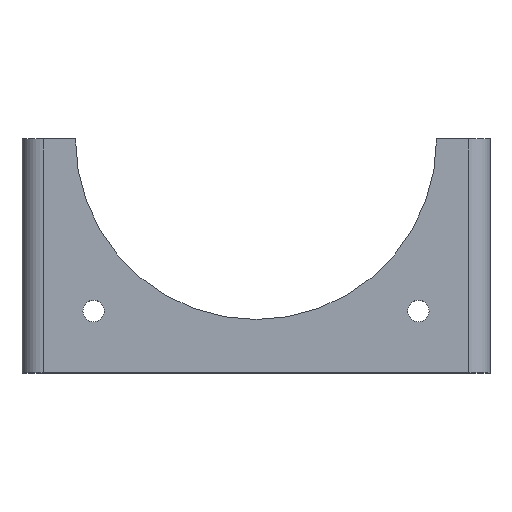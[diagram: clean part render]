
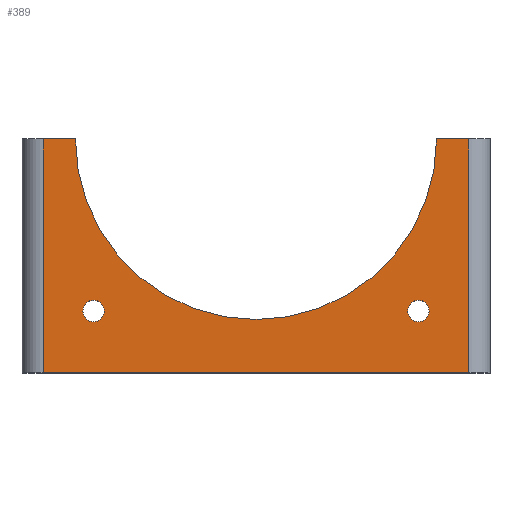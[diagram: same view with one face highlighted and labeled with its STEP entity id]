
A CAD part, top view. The second image highlights one B-rep face of the part: STEP entity #389.
In plain terms, the highlighted planar face has unit normal (0, 0, 1).
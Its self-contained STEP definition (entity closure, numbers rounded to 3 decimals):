
#33 = CARTESIAN_POINT ( 'NONE',  ( -99.5, -25., 25. ) ) ;
#46 = DIRECTION ( 'NONE',  ( 1., 0., 0. ) ) ;
#73 = DIRECTION ( 'NONE',  ( -1., 0., 0. ) ) ;
#75 = EDGE_LOOP ( 'NONE', ( #133, #501 ) ) ;
#91 = FACE_BOUND ( 'NONE', #75, .T. ) ;
#92 = VECTOR ( 'NONE', #46, 1000. ) ;
#93 = VERTEX_POINT ( 'NONE', #590 ) ;
#98 = VECTOR ( 'NONE', #195, 1000. ) ;
#113 = VERTEX_POINT ( 'NONE', #486 ) ;
#125 = VERTEX_POINT ( 'NONE', #143 ) ;
#132 = CARTESIAN_POINT ( 'NONE',  ( 0., 84.5, 25. ) ) ;
#133 = ORIENTED_EDGE ( 'NONE', *, *, #654, .T. ) ;
#143 = CARTESIAN_POINT ( 'NONE',  ( -71.015, 3.99, 25. ) ) ;
#144 = CARTESIAN_POINT ( 'NONE',  ( -76.015, 3.99, 25. ) ) ;
#147 = EDGE_CURVE ( 'NONE', #93, #113, #255, .T. ) ;
#149 = CARTESIAN_POINT ( 'NONE',  ( -99.5, 84.5, 25. ) ) ;
#152 = CARTESIAN_POINT ( 'NONE',  ( 71.015, 3.99, 25. ) ) ;
#162 = VERTEX_POINT ( 'NONE', #691 ) ;
#176 = CIRCLE ( 'NONE', #271, 5. ) ;
#178 = EDGE_CURVE ( 'NONE', #125, #609, #414, .T. ) ;
#181 = AXIS2_PLACEMENT_3D ( 'NONE', #189, #436, #391 ) ;
#184 = VECTOR ( 'NONE', #664, 1000. ) ;
#188 = ORIENTED_EDGE ( 'NONE', *, *, #619, .F. ) ;
#189 = CARTESIAN_POINT ( 'NONE',  ( 76.015, 3.99, 25. ) ) ;
#194 = DIRECTION ( 'NONE',  ( 0., 0., 1. ) ) ;
#195 = DIRECTION ( 'NONE',  ( 0., -1., 0. ) ) ;
#213 = EDGE_LOOP ( 'NONE', ( #218, #655 ) ) ;
#218 = ORIENTED_EDGE ( 'NONE', *, *, #178, .F. ) ;
#221 = AXIS2_PLACEMENT_3D ( 'NONE', #291, #194, #392 ) ;
#223 = ORIENTED_EDGE ( 'NONE', *, *, #372, .F. ) ;
#240 = DIRECTION ( 'NONE',  ( 0., 0., 1. ) ) ;
#248 = AXIS2_PLACEMENT_3D ( 'NONE', #144, #240, #508 ) ;
#255 = LINE ( 'NONE', #569, #184 ) ;
#264 = VERTEX_POINT ( 'NONE', #401 ) ;
#271 = AXIS2_PLACEMENT_3D ( 'NONE', #470, #412, #627 ) ;
#280 = LINE ( 'NONE', #649, #358 ) ;
#291 = CARTESIAN_POINT ( 'NONE',  ( -76.015, 3.99, 25. ) ) ;
#296 = FACE_BOUND ( 'NONE', #213, .T. ) ;
#300 = CARTESIAN_POINT ( 'NONE',  ( 81.015, 3.99, 25. ) ) ;
#318 = EDGE_CURVE ( 'NONE', #452, #162, #334, .T. ) ;
#321 = EDGE_CURVE ( 'NONE', #609, #125, #483, .T. ) ;
#334 = LINE ( 'NONE', #33, #98 ) ;
#337 = DIRECTION ( 'NONE',  ( 1., 0., 0. ) ) ;
#342 = EDGE_LOOP ( 'NONE', ( #554, #645, #188, #223, #667, #584 ) ) ;
#358 = VECTOR ( 'NONE', #546, 1000. ) ;
#362 = CARTESIAN_POINT ( 'NONE',  ( -84.5, 84.5, 25. ) ) ;
#372 = EDGE_CURVE ( 'NONE', #489, #264, #514, .T. ) ;
#388 = CARTESIAN_POINT ( 'NONE',  ( 0., 0., 25. ) ) ;
#389 = ADVANCED_FACE ( 'NONE', ( #91, #566, #296 ), #496, .T. ) ;
#391 = DIRECTION ( 'NONE',  ( 1., 0., 0. ) ) ;
#392 = DIRECTION ( 'NONE',  ( 1., 0., 0. ) ) ;
#397 = DIRECTION ( 'NONE',  ( 0., 0., 1. ) ) ;
#401 = CARTESIAN_POINT ( 'NONE',  ( 84.5, 84.5, 25. ) ) ;
#412 = DIRECTION ( 'NONE',  ( 0., 0., -1. ) ) ;
#414 = CIRCLE ( 'NONE', #221, 5. ) ;
#436 = DIRECTION ( 'NONE',  ( 0., 0., -1. ) ) ;
#452 = VERTEX_POINT ( 'NONE', #149 ) ;
#470 = CARTESIAN_POINT ( 'NONE',  ( 76.015, 3.99, 25. ) ) ;
#483 = CIRCLE ( 'NONE', #248, 5. ) ;
#486 = CARTESIAN_POINT ( 'NONE',  ( 99.5, 84.5, 25. ) ) ;
#489 = VERTEX_POINT ( 'NONE', #362 ) ;
#496 = PLANE ( 'NONE',  #600 ) ;
#501 = ORIENTED_EDGE ( 'NONE', *, *, #622, .T. ) ;
#508 = DIRECTION ( 'NONE',  ( 1., 0., 0. ) ) ;
#513 = DIRECTION ( 'NONE',  ( 0., 0., 1. ) ) ;
#514 = CIRCLE ( 'NONE', #674, 84.5 ) ;
#516 = VECTOR ( 'NONE', #73, 1000. ) ;
#523 = CARTESIAN_POINT ( 'NONE',  ( 0., 84.5, 25. ) ) ;
#546 = DIRECTION ( 'NONE',  ( 1., 0., 0. ) ) ;
#554 = ORIENTED_EDGE ( 'NONE', *, *, #662, .F. ) ;
#555 = CARTESIAN_POINT ( 'NONE',  ( 0., -25., 25. ) ) ;
#566 = FACE_OUTER_BOUND ( 'NONE', #342, .T. ) ;
#569 = CARTESIAN_POINT ( 'NONE',  ( 99.5, 0., 25. ) ) ;
#584 = ORIENTED_EDGE ( 'NONE', *, *, #318, .T. ) ;
#590 = CARTESIAN_POINT ( 'NONE',  ( 99.5, -25., 25. ) ) ;
#595 = VERTEX_POINT ( 'NONE', #300 ) ;
#600 = AXIS2_PLACEMENT_3D ( 'NONE', #388, #513, #337 ) ;
#605 = LINE ( 'NONE', #555, #516 ) ;
#609 = VERTEX_POINT ( 'NONE', #614 ) ;
#614 = CARTESIAN_POINT ( 'NONE',  ( -81.015, 3.99, 25. ) ) ;
#619 = EDGE_CURVE ( 'NONE', #264, #113, #624, .T. ) ;
#622 = EDGE_CURVE ( 'NONE', #636, #595, #176, .T. ) ;
#624 = LINE ( 'NONE', #523, #92 ) ;
#627 = DIRECTION ( 'NONE',  ( 1., 0., 0. ) ) ;
#636 = VERTEX_POINT ( 'NONE', #152 ) ;
#645 = ORIENTED_EDGE ( 'NONE', *, *, #147, .T. ) ;
#649 = CARTESIAN_POINT ( 'NONE',  ( 0., 84.5, 25. ) ) ;
#654 = EDGE_CURVE ( 'NONE', #595, #636, #659, .T. ) ;
#655 = ORIENTED_EDGE ( 'NONE', *, *, #321, .F. ) ;
#659 = CIRCLE ( 'NONE', #181, 5. ) ;
#662 = EDGE_CURVE ( 'NONE', #93, #162, #605, .T. ) ;
#664 = DIRECTION ( 'NONE',  ( 0., 1., 0. ) ) ;
#667 = ORIENTED_EDGE ( 'NONE', *, *, #675, .F. ) ;
#673 = DIRECTION ( 'NONE',  ( 1., 0., 0. ) ) ;
#674 = AXIS2_PLACEMENT_3D ( 'NONE', #132, #397, #673 ) ;
#675 = EDGE_CURVE ( 'NONE', #452, #489, #280, .T. ) ;
#691 = CARTESIAN_POINT ( 'NONE',  ( -99.5, -25., 25. ) ) ;
